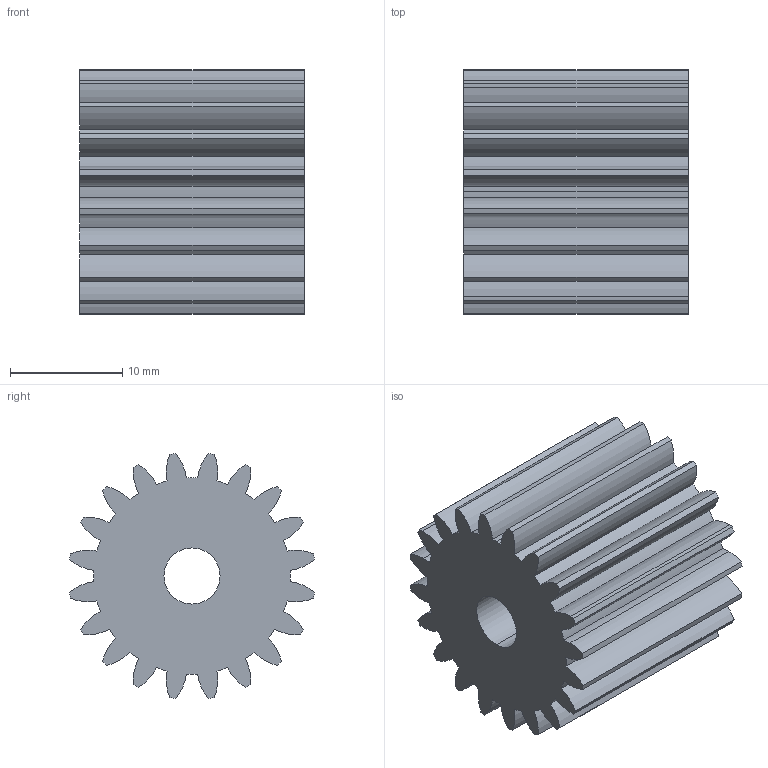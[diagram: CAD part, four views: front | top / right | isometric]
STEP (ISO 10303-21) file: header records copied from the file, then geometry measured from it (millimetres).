
FILE_DESCRIPTION (( 'STEP AP214' ), '1' );
FILE_NAME ('Metric - Spur gear 1M 20T 20PA 20FW.STEP', '2024-02-17T13:38:19', ( '' ), ( '' ), 'SwSTEP 2.0', 'SolidWorks 2022', '' );
FILE_SCHEMA (( 'AUTOMOTIVE_DESIGN' ));
Length unit declared in the file: millimetre
Products named in the file (1): Metric - Spur gear 1M 20T 20PA 20FW
Bounding box: 20 x 21.8 x 21.8 mm (x, y, z)
Volume: 5662.5 mm3; surface area: 3414.3 mm2
Topology: 1 solids, 1 shells, 89 faces, 261 edges, 174 vertices
Faces by surface type: cylinder 87, plane 2
Entity records: 3107 total; most frequent: DIRECTION 615, CARTESIAN_POINT 525, ORIENTED_EDGE 522, AXIS2_PLACEMENT_3D 264, EDGE_CURVE 261, CIRCLE 174, VERTEX_POINT 174, EDGE_LOOP 91
